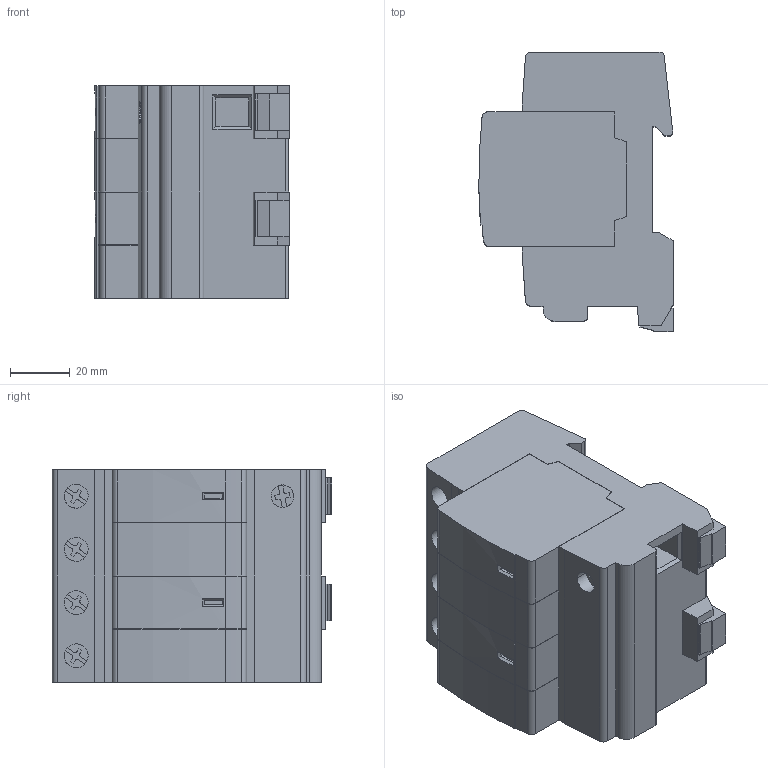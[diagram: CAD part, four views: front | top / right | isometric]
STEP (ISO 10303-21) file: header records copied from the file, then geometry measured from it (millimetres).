
FILE_DESCRIPTION((''),'2;1');
FILE_NAME('B80001201','2017-03-23T',('FRJEGUI'),(''),'CREO PARAMETRIC BY PTC INC, 2016380','CREO PARAMETRIC BY PTC INC, 2016380','');
FILE_SCHEMA(('CONFIG_CONTROL_DESIGN'));
Length unit declared in the file: millimetre
Products named in the file (1): B80001201
Bounding box: 64.97 x 93.5 x 71.2 mm (x, y, z)
Volume: 322368.2 mm3; surface area: 52055.3 mm2
Topology: 1 solids, 4 shells, 354 faces, 968 edges, 634 vertices
Faces by surface type: plane 269, cylinder 81, cone 4
Entity records: 11664 total; most frequent: CARTESIAN_POINT 2532, ORIENTED_EDGE 1936, DIRECTION 1834, EDGE_CURVE 968, VECTOR 766, LINE 766, VERTEX_POINT 634, AXIS2_PLACEMENT_3D 534
